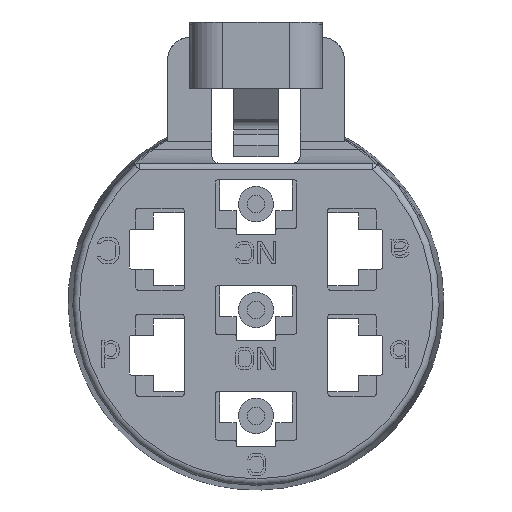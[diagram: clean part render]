
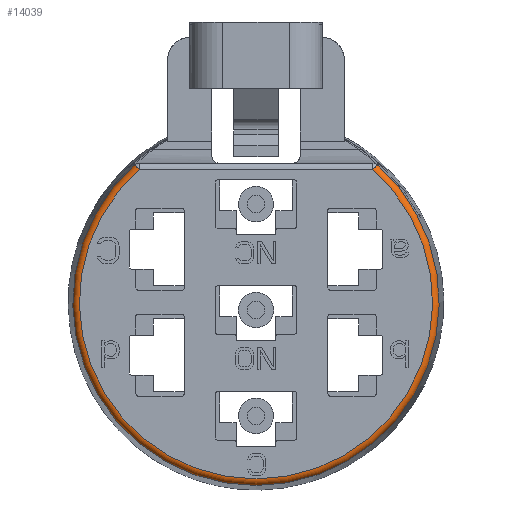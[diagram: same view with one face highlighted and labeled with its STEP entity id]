
A CAD part, front view. The second image highlights one B-rep face of the part: STEP entity #14039.
In plain terms, the highlighted toroidal (fillet/blend) face has major radius 8.003 mm and minor radius 0.3 mm.
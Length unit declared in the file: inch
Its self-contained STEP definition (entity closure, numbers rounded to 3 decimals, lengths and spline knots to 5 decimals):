
#17=TOROIDAL_SURFACE('',#14666,0.31506,0.01181);
#1549=FACE_OUTER_BOUND('',#2286,.T.);
#2286=EDGE_LOOP('',(#11908,#11909,#11910,#11911));
#6002=CIRCLE('',#14537,0.32687);
#6006=CIRCLE('',#14664,0.01181);
#6008=CIRCLE('',#14667,0.01181);
#6009=CIRCLE('',#14668,0.31506);
#6691=VERTEX_POINT('',#26943);
#6692=VERTEX_POINT('',#26948);
#6911=VERTEX_POINT('',#29244);
#6912=VERTEX_POINT('',#29248);
#8320=EDGE_CURVE('',#6692,#6691,#6002,.T.);
#8720=EDGE_CURVE('',#6911,#6692,#6006,.T.);
#8722=EDGE_CURVE('',#6912,#6691,#6008,.T.);
#8723=EDGE_CURVE('',#6911,#6912,#6009,.T.);
#11908=ORIENTED_EDGE('',*,*,#8720,.T.);
#11909=ORIENTED_EDGE('',*,*,#8320,.T.);
#11910=ORIENTED_EDGE('',*,*,#8722,.F.);
#11911=ORIENTED_EDGE('',*,*,#8723,.F.);
#14039=ADVANCED_FACE('',(#1549),#17,.T.);
#14537=AXIS2_PLACEMENT_3D('',#26949,#15987,#15988);
#14664=AXIS2_PLACEMENT_3D('',#29245,#16579,#16580);
#14666=AXIS2_PLACEMENT_3D('',#29247,#16583,#16584);
#14667=AXIS2_PLACEMENT_3D('',#29249,#16585,#16586);
#14668=AXIS2_PLACEMENT_3D('',#29250,#16587,#16588);
#15987=DIRECTION('center_axis',(0.,-1.,0.));
#15988=DIRECTION('ref_axis',(0.662,0.,0.75));
#16579=DIRECTION('center_axis',(-0.75,0.,
-0.662));
#16580=DIRECTION('ref_axis',(0.,-1.,0.));
#16583=DIRECTION('center_axis',(0.,1.,0.));
#16584=DIRECTION('ref_axis',(0.,0.,-1.));
#16585=DIRECTION('center_axis',(-0.75,0.,
0.662));
#16586=DIRECTION('ref_axis',(0.662,-0.009,0.75));
#16587=DIRECTION('center_axis',(0.,-1.,0.));
#16588=DIRECTION('ref_axis',(0.662,0.,0.75));
#26943=CARTESIAN_POINT('',(0.2163,0.01171,0.24508));
#26948=CARTESIAN_POINT('',(-0.2163,0.01171,0.24508));
#26949=CARTESIAN_POINT('Origin',(0.,0.01171,
0.));
#29244=CARTESIAN_POINT('',(-0.20848,0.,0.23622));
#29245=CARTESIAN_POINT('Origin',(-0.20848,0.01181,
0.23622));
#29247=CARTESIAN_POINT('Origin',(0.,0.01181,
0.));
#29248=CARTESIAN_POINT('',(0.20848,0.,0.23622));
#29249=CARTESIAN_POINT('Origin',(0.20848,0.01181,0.23622));
#29250=CARTESIAN_POINT('Origin',(0.,0.,
0.));
